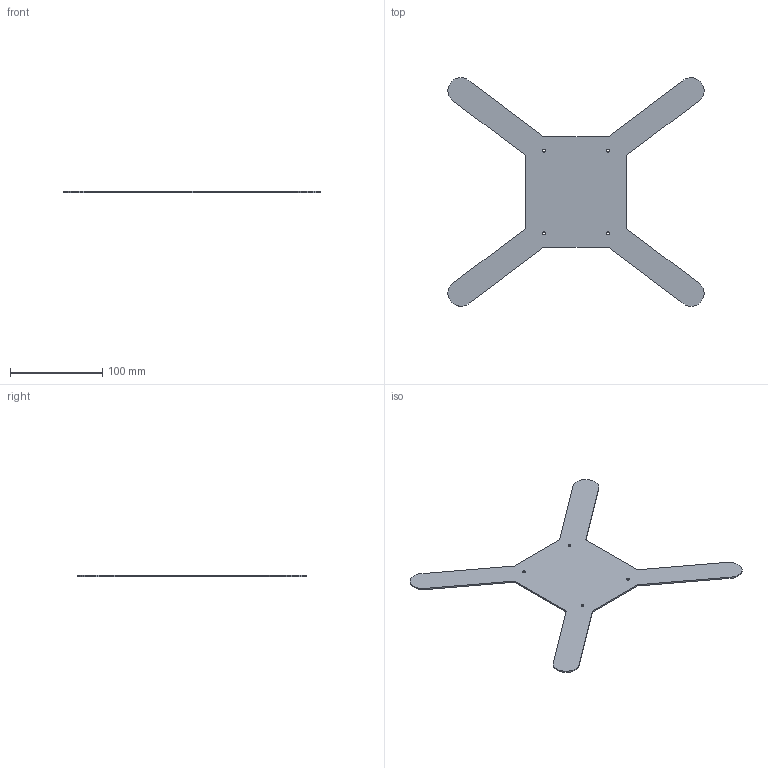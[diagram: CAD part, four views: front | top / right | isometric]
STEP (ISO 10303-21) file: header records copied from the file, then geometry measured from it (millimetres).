
FILE_DESCRIPTION(('KiCad electronic assembly'),'2;1');
FILE_NAME('NuBiHo_Body_Frame.step','2025-05-29T14:59:53',('Pcbnew'),( 'Kicad'),'Open CASCADE STEP processor 7.8','KiCad to STEP converter' ,'Unknown');
FILE_SCHEMA(('AUTOMOTIVE_DESIGN { 1 0 10303 214 1 1 1 1 }'));
Length unit declared in the file: millimetre
Products named in the file (2): NuBiHo_Body_Frame 1; _autosave-NuBiHo_Body_Frame_PCB
Assembly tree (1 placements, depth 2):
  NuBiHo_Body_Frame 1
    _autosave-NuBiHo_Body_Frame_PCB
Bounding box: 278.23 x 248.23 x 1.6 mm (x, y, z)
Volume: 39719.7 mm3; surface area: 51758.4 mm2
Topology: 1 solids, 1 shells, 26 faces, 72 edges, 48 vertices
Faces by surface type: plane 18, cylinder 8
Full cylindrical faces by diameter (mm): 3.2 x4
Entity records: 885 total; most frequent: CARTESIAN_POINT 148, DIRECTION 144, ORIENTED_EDGE 144, EDGE_CURVE 72, LINE 56, VECTOR 56, VERTEX_POINT 48, AXIS2_PLACEMENT_3D 44
